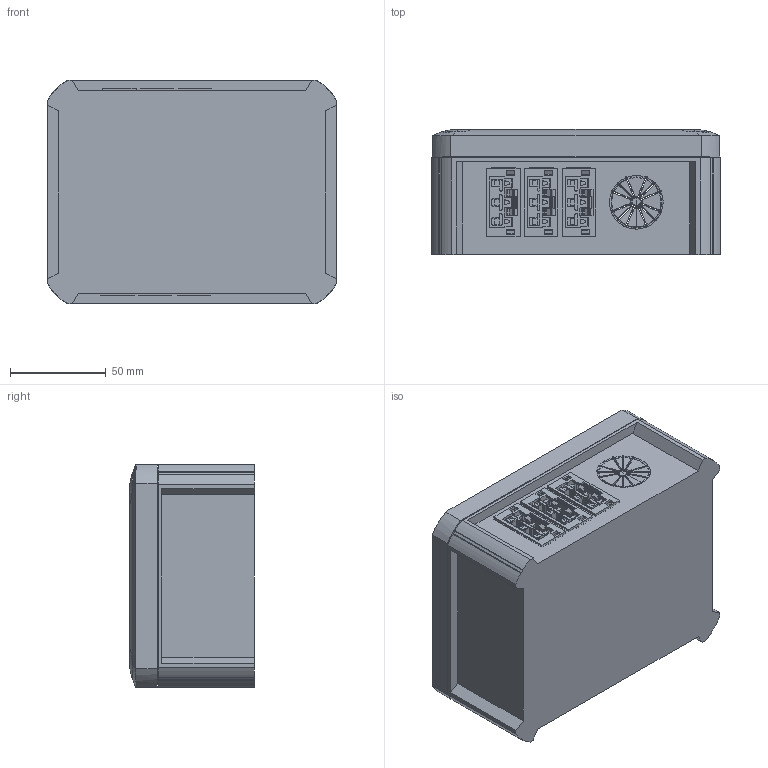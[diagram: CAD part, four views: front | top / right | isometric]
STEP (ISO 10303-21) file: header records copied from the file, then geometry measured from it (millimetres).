
FILE_DESCRIPTION (( 'STEP AP214' ), '1' );
FILE_NAME ('2007790_KSTP1.stp', '2018-08-28T14:56:59', ( '' ), ( '' ), 'SwSTEP 2.0', 'SolidWorks 2016', '' );
FILE_SCHEMA (( 'AUTOMOTIVE_DESIGN' ));
Length unit declared in the file: millimetre
Products named in the file (5): 121083_Schwarz, 770-703; ED540-01_WB-6x3fach; ED950_Standard; ED540-02_02T100-ohne-VDE; 2007790_KSTP1
Assembly tree (12 placements, depth 2):
  2007790_KSTP1
    ED540-01_WB-6x3fach
    ED540-02_02T100-ohne-VDE
    ED950_Standard  x4
    121083_Schwarz, 770-703  x6
Bounding box: 150.6 x 65.16 x 116.6 mm (x, y, z)
Volume: 335750.1 mm3; surface area: 196477.6 mm2
Topology: 12 solids, 12 shells, 3077 faces, 8744 edges, 5770 vertices
Faces by surface type: plane 2271, cylinder 519, cone 196, torus 84, bspline 7
Entity records: 39701 total; most frequent: CARTESIAN_POINT 9793, ORIENTED_EDGE 6656, DIRECTION 5627, EDGE_CURVE 3328, VERTEX_POINT 2203, LINE 1907, VECTOR 1907, AXIS2_PLACEMENT_3D 1860
